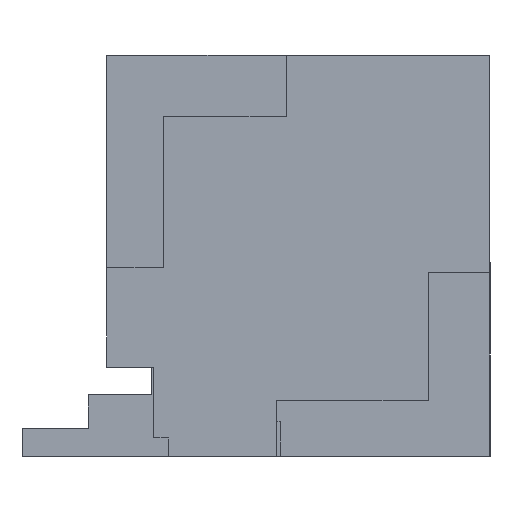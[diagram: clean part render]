
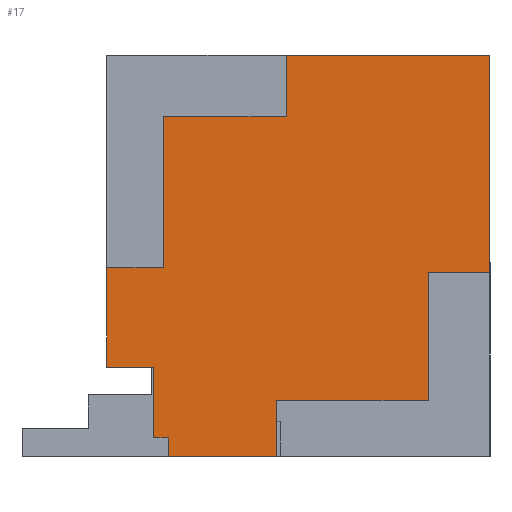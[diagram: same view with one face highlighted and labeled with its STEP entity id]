
A CAD part, left-side view. The second image highlights one B-rep face of the part: STEP entity #17.
In plain terms, the highlighted planar face has unit normal (-1, 0, 0).
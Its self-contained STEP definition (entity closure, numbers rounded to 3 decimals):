
#17=ADVANCED_FACE('',(#18),#111,.F.);
#18=FACE_BOUND('',#19,.F.);
#19=EDGE_LOOP('',(#20,#30,#37,#42,#47,#52,#59,#64,#69,#74,#79,#85,#91,#98,#103,#108));
#20=ORIENTED_EDGE('',*,*,#21,.F.);
#21=EDGE_CURVE('',#22,#24,#26,.T.);
#22=VERTEX_POINT('',#23);
#23=CARTESIAN_POINT('',(-9.75,0.93,-0.005));
#24=VERTEX_POINT('',#25);
#25=CARTESIAN_POINT('',(-9.75,-0.22,-0.005));
#26=LINE('',#27,#28);
#27=CARTESIAN_POINT('',(-9.75,1.58,-0.005));
#28=VECTOR('',#29,1.);
#29=DIRECTION('',(0.,-1.,0.));
#30=ORIENTED_EDGE('',*,*,#31,.F.);
#31=EDGE_CURVE('',#32,#22,#34,.T.);
#32=VERTEX_POINT('',#33);
#33=CARTESIAN_POINT('',(-9.75,0.93,0.195));
#34=LINE('',#33,#35);
#35=VECTOR('',#36,1.);
#36=DIRECTION('',(0.,0.,-1.));
#37=ORIENTED_EDGE('',*,*,#38,.F.);
#38=EDGE_CURVE('',#39,#32,#41,.T.);
#39=VERTEX_POINT('',#40);
#40=CARTESIAN_POINT('',(-9.75,1.08,0.195));
#41=LINE('',#40,#28);
#42=ORIENTED_EDGE('',*,*,#43,.F.);
#43=EDGE_CURVE('',#44,#39,#46,.T.);
#44=VERTEX_POINT('',#45);
#45=CARTESIAN_POINT('',(-9.75,1.08,0.945));
#46=LINE('',#45,#35);
#47=ORIENTED_EDGE('',*,*,#48,.F.);
#48=EDGE_CURVE('',#49,#44,#51,.T.);
#49=VERTEX_POINT('',#50);
#50=CARTESIAN_POINT('',(-9.75,1.58,0.945));
#51=LINE('',#50,#28);
#52=ORIENTED_EDGE('',*,*,#53,.T.);
#53=EDGE_CURVE('',#49,#54,#56,.T.);
#54=VERTEX_POINT('',#55);
#55=CARTESIAN_POINT('',(-9.75,1.58,1.995));
#56=LINE('',#27,#57);
#57=VECTOR('',#58,1.);
#58=DIRECTION('',(0.,0.,1.));
#59=ORIENTED_EDGE('',*,*,#60,.T.);
#60=EDGE_CURVE('',#54,#61,#63,.T.);
#61=VERTEX_POINT('',#62);
#62=CARTESIAN_POINT('',(-9.75,0.98,1.995));
#63=LINE('',#55,#28);
#64=ORIENTED_EDGE('',*,*,#65,.T.);
#65=EDGE_CURVE('',#61,#66,#68,.T.);
#66=VERTEX_POINT('',#67);
#67=CARTESIAN_POINT('',(-9.75,0.98,3.595));
#68=LINE('',#62,#57);
#69=ORIENTED_EDGE('',*,*,#70,.T.);
#70=EDGE_CURVE('',#66,#71,#73,.T.);
#71=VERTEX_POINT('',#72);
#72=CARTESIAN_POINT('',(-9.75,-0.32,3.595));
#73=LINE('',#67,#28);
#74=ORIENTED_EDGE('',*,*,#75,.T.);
#75=EDGE_CURVE('',#71,#76,#78,.T.);
#76=VERTEX_POINT('',#77);
#77=CARTESIAN_POINT('',(-9.75,-0.32,4.245));
#78=LINE('',#72,#57);
#79=ORIENTED_EDGE('',*,*,#80,.T.);
#80=EDGE_CURVE('',#76,#81,#83,.T.);
#81=VERTEX_POINT('',#82);
#82=CARTESIAN_POINT('',(-9.75,-2.47,4.245));
#83=LINE('',#84,#28);
#84=CARTESIAN_POINT('',(-9.75,1.58,4.245));
#85=ORIENTED_EDGE('',*,*,#86,.F.);
#86=EDGE_CURVE('',#87,#81,#89,.T.);
#87=VERTEX_POINT('',#88);
#88=CARTESIAN_POINT('',(-9.75,-2.47,1.945));
#89=LINE('',#90,#57);
#90=CARTESIAN_POINT('',(-9.75,-2.47,-0.005));
#91=ORIENTED_EDGE('',*,*,#92,.T.);
#92=EDGE_CURVE('',#87,#93,#95,.T.);
#93=VERTEX_POINT('',#94);
#94=CARTESIAN_POINT('',(-9.75,-1.82,1.945));
#95=LINE('',#88,#96);
#96=VECTOR('',#97,1.);
#97=DIRECTION('',(0.,1.,0.));
#98=ORIENTED_EDGE('',*,*,#99,.T.);
#99=EDGE_CURVE('',#93,#100,#102,.T.);
#100=VERTEX_POINT('',#101);
#101=CARTESIAN_POINT('',(-9.75,-1.82,0.595));
#102=LINE('',#94,#35);
#103=ORIENTED_EDGE('',*,*,#104,.T.);
#104=EDGE_CURVE('',#100,#105,#107,.T.);
#105=VERTEX_POINT('',#106);
#106=CARTESIAN_POINT('',(-9.75,-0.22,0.595));
#107=LINE('',#101,#96);
#108=ORIENTED_EDGE('',*,*,#109,.T.);
#109=EDGE_CURVE('',#105,#24,#110,.T.);
#110=LINE('',#106,#35);
#111=PLANE('',#112);
#112=AXIS2_PLACEMENT_3D('',#27,#113,#29);
#113=DIRECTION('',(1.,0.,0.));
